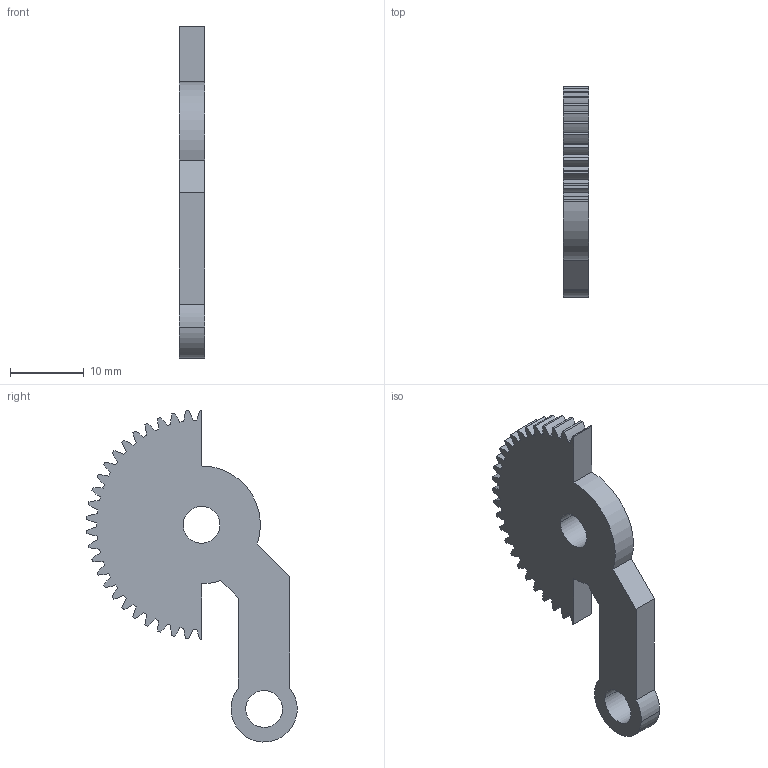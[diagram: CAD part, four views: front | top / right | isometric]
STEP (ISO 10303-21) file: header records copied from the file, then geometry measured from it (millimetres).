
FILE_DESCRIPTION (( 'STEP AP214' ), '1' );
FILE_NAME ('40234-D_TXP-Left Gripper Gear Arm.STEP', '2017-03-28T20:29:02', ( '' ), ( '' ), 'SwSTEP 2.0', 'SolidWorks 2016', '' );
FILE_SCHEMA (( 'AUTOMOTIVE_DESIGN' ));
Length unit declared in the file: millimetre
Products named in the file (2): 40234-D_TXP-Left Gripper Gear Arm
Bounding box: 3.5 x 28.57 x 45.09 mm (x, y, z)
Volume: 2069 mm3; surface area: 1939.2 mm2
Topology: 1 solids, 1 shells, 118 faces, 348 edges, 232 vertices
Faces by surface type: cylinder 110, plane 8
Entity records: 5427 total; most frequent: DIRECTION 808, CARTESIAN_POINT 700, ORIENTED_EDGE 696, EDGE_CURVE 348, AXIS2_PLACEMENT_3D 340, VERTEX_POINT 232, CIRCLE 220, LINE 128
